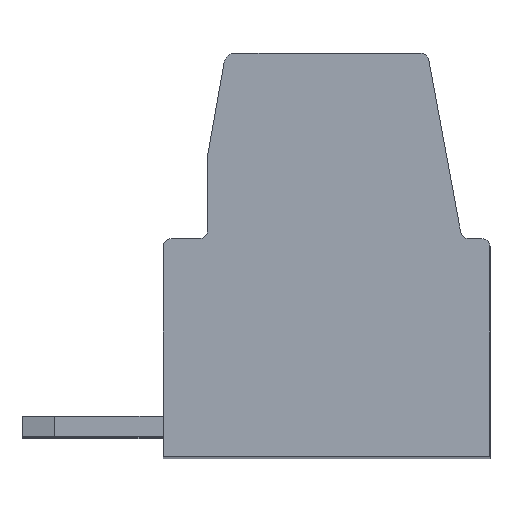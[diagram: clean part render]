
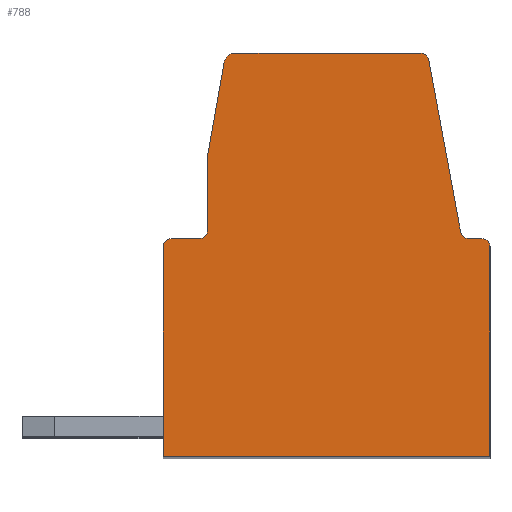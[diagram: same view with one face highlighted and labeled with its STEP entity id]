
A CAD part, top view. The second image highlights one B-rep face of the part: STEP entity #788.
In plain terms, the highlighted planar face has unit normal (0, 0, 1).
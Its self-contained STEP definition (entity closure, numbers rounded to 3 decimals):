
#788 = ADVANCED_FACE( '', ( #1672 ), #1673, .F. );
#1672 = FACE_OUTER_BOUND( '', #2668, .T. );
#1673 = PLANE( '', #2669 );
#2668 = EDGE_LOOP( '', ( #4870, #4871, #4872, #4873, #4874, #4875, #4876, #4877, #4878, #4879, #4880, #4881, #4882, #4883, #4884 ) );
#2669 = AXIS2_PLACEMENT_3D( '', #4885, #4886, #4887 );
#4870 = ORIENTED_EDGE( '', *, *, #6439, .T. );
#4871 = ORIENTED_EDGE( '', *, *, #6375, .T. );
#4872 = ORIENTED_EDGE( '', *, *, #6405, .F. );
#4873 = ORIENTED_EDGE( '', *, *, #6932, .T. );
#4874 = ORIENTED_EDGE( '', *, *, #6844, .T. );
#4875 = ORIENTED_EDGE( '', *, *, #6442, .T. );
#4876 = ORIENTED_EDGE( '', *, *, #6057, .T. );
#4877 = ORIENTED_EDGE( '', *, *, #6880, .T. );
#4878 = ORIENTED_EDGE( '', *, *, #6933, .F. );
#4879 = ORIENTED_EDGE( '', *, *, #6934, .T. );
#4880 = ORIENTED_EDGE( '', *, *, #6647, .F. );
#4881 = ORIENTED_EDGE( '', *, *, #6766, .T. );
#4882 = ORIENTED_EDGE( '', *, *, #6616, .T. );
#4883 = ORIENTED_EDGE( '', *, *, #6935, .T. );
#4884 = ORIENTED_EDGE( '', *, *, #6539, .F. );
#4885 = CARTESIAN_POINT( '', ( 0.81, -4.4, 0. ) );
#4886 = DIRECTION( '', ( 0., 0., -1. ) );
#4887 = DIRECTION( '', ( 0., 1., 0. ) );
#6057 = EDGE_CURVE( '', #7246, #7244, #7247, .T. );
#6375 = EDGE_CURVE( '', #7808, #7806, #7809, .T. );
#6405 = EDGE_CURVE( '', #7854, #7806, #7856, .T. );
#6439 = EDGE_CURVE( '', #7911, #7808, #7912, .T. );
#6442 = EDGE_CURVE( '', #7915, #7246, #7916, .T. );
#6539 = EDGE_CURVE( '', #7911, #8059, #8060, .T. );
#6616 = EDGE_CURVE( '', #8173, #8177, #8179, .T. );
#6647 = EDGE_CURVE( '', #8223, #8225, #8226, .T. );
#6766 = EDGE_CURVE( '', #8223, #8173, #8394, .T. );
#6844 = EDGE_CURVE( '', #8506, #7915, #8508, .T. );
#6880 = EDGE_CURVE( '', #7244, #8552, #8554, .T. );
#6932 = EDGE_CURVE( '', #7854, #8506, #8616, .T. );
#6933 = EDGE_CURVE( '', #8617, #8552, #8618, .T. );
#6934 = EDGE_CURVE( '', #8617, #8225, #8619, .T. );
#6935 = EDGE_CURVE( '', #8177, #8059, #8620, .T. );
#7244 = VERTEX_POINT( '', #8985 );
#7246 = VERTEX_POINT( '', #8988 );
#7247 = LINE( '', #8989, #8990 );
#7806 = VERTEX_POINT( '', #9787 );
#7808 = VERTEX_POINT( '', #9790 );
#7809 = LINE( '', #9791, #9792 );
#7854 = VERTEX_POINT( '', #9854 );
#7856 = CIRCLE( '', #9857, 0.2 );
#7911 = VERTEX_POINT( '', #9933 );
#7912 = LINE( '', #9934, #9935 );
#7915 = VERTEX_POINT( '', #9939 );
#7916 = LINE( '', #9940, #9941 );
#8059 = VERTEX_POINT( '', #10156 );
#8060 = CIRCLE( '', #10157, 0.3 );
#8173 = VERTEX_POINT( '', #10321 );
#8177 = VERTEX_POINT( '', #10326 );
#8179 = CIRCLE( '', #10329, 0.2 );
#8223 = VERTEX_POINT( '', #10392 );
#8225 = VERTEX_POINT( '', #10395 );
#8226 = CIRCLE( '', #10396, 0.2 );
#8394 = LINE( '', #10644, #10645 );
#8506 = VERTEX_POINT( '', #10815 );
#8508 = CIRCLE( '', #10818, 0.2 );
#8552 = VERTEX_POINT( '', #10882 );
#8554 = LINE( '', #10885, #10886 );
#8616 = LINE( '', #10981, #10982 );
#8617 = VERTEX_POINT( '', #10983 );
#8618 = CIRCLE( '', #10984, 0.2 );
#8619 = LINE( '', #10985, #10986 );
#8620 = LINE( '', #10987, #10988 );
#8985 = CARTESIAN_POINT( '', ( 0., 0., 0. ) );
#8988 = CARTESIAN_POINT( '', ( -8.1, 0., 0. ) );
#8989 = CARTESIAN_POINT( '', ( -16.414, 0., 0. ) );
#8990 = VECTOR( '', #11400, 1000. );
#9787 = CARTESIAN_POINT( '', ( -7., 5.6, 0. ) );
#9790 = CARTESIAN_POINT( '', ( -7., 7.448, 0. ) );
#9791 = CARTESIAN_POINT( '', ( -7., -18.438, 0. ) );
#9792 = VECTOR( '', #11724, 1000. );
#9854 = CARTESIAN_POINT( '', ( -7.2, 5.4, 0. ) );
#9857 = AXIS2_PLACEMENT_3D( '', #11755, #11756, #11757 );
#9933 = CARTESIAN_POINT( '', ( -6.594, 9.752, 0. ) );
#9934 = CARTESIAN_POINT( '', ( -11.564, -18.438, 0. ) );
#9935 = VECTOR( '', #11791, 1000. );
#9939 = CARTESIAN_POINT( '', ( -8.1, 5.2, 0. ) );
#9940 = CARTESIAN_POINT( '', ( -8.1, -18.438, 0. ) );
#9941 = VECTOR( '', #11793, 1000. );
#10156 = CARTESIAN_POINT( '', ( -6.298, 10., 0. ) );
#10157 = AXIS2_PLACEMENT_3D( '', #11869, #11870, #11871 );
#10321 = CARTESIAN_POINT( '', ( -1.52, 9.836, 0. ) );
#10326 = CARTESIAN_POINT( '', ( -1.716, 10., 0. ) );
#10329 = AXIS2_PLACEMENT_3D( '', #11940, #11941, #11942 );
#10392 = CARTESIAN_POINT( '', ( -0.728, 5.564, 0. ) );
#10395 = CARTESIAN_POINT( '', ( -0.531, 5.4, 0. ) );
#10396 = AXIS2_PLACEMENT_3D( '', #11972, #11973, #11974 );
#10644 = CARTESIAN_POINT( '', ( 3.721, -18.438, 0. ) );
#10645 = VECTOR( '', #12076, 1000. );
#10815 = CARTESIAN_POINT( '', ( -7.9, 5.4, 0. ) );
#10818 = AXIS2_PLACEMENT_3D( '', #12154, #12155, #12156 );
#10882 = CARTESIAN_POINT( '', ( 0., 5.2, 0. ) );
#10885 = CARTESIAN_POINT( '', ( 0., -18.438, 0. ) );
#10886 = VECTOR( '', #12187, 1000. );
#10981 = CARTESIAN_POINT( '', ( -16.414, 5.4, 0. ) );
#10982 = VECTOR( '', #12221, 1000. );
#10983 = CARTESIAN_POINT( '', ( -0.2, 5.4, 0. ) );
#10984 = AXIS2_PLACEMENT_3D( '', #12222, #12223, #12224 );
#10985 = CARTESIAN_POINT( '', ( -16.414, 5.4, 0. ) );
#10986 = VECTOR( '', #12225, 1000. );
#10987 = CARTESIAN_POINT( '', ( -16.414, 10., 0. ) );
#10988 = VECTOR( '', #12226, 1000. );
#11400 = DIRECTION( '', ( 1., 0., 0. ) );
#11724 = DIRECTION( '', ( 0., -1., 0. ) );
#11755 = CARTESIAN_POINT( '', ( -7.2, 5.6, 0. ) );
#11756 = DIRECTION( '', ( 0., 0., 1. ) );
#11757 = DIRECTION( '', ( 1., 0., 0. ) );
#11791 = DIRECTION( '', ( -0.174, -0.985, 0. ) );
#11793 = DIRECTION( '', ( 0., -1., 0. ) );
#11869 = CARTESIAN_POINT( '', ( -6.298, 9.7, 0. ) );
#11870 = DIRECTION( '', ( 0., 0., -1. ) );
#11871 = DIRECTION( '', ( -1., 0., 0. ) );
#11940 = CARTESIAN_POINT( '', ( -1.716, 9.8, 0. ) );
#11941 = DIRECTION( '', ( 0., 0., 1. ) );
#11942 = DIRECTION( '', ( 1., 0., 0. ) );
#11972 = CARTESIAN_POINT( '', ( -0.531, 5.6, 0. ) );
#11973 = DIRECTION( '', ( 0., 0., 1. ) );
#11974 = DIRECTION( '', ( 1., 0., 0. ) );
#12076 = DIRECTION( '', ( -0.182, 0.983, 0. ) );
#12154 = CARTESIAN_POINT( '', ( -7.9, 5.2, 0. ) );
#12155 = DIRECTION( '', ( 0., 0., 1. ) );
#12156 = DIRECTION( '', ( 1., 0., 0. ) );
#12187 = DIRECTION( '', ( 0., 1., 0. ) );
#12221 = DIRECTION( '', ( -1., 0., 0. ) );
#12222 = CARTESIAN_POINT( '', ( -0.2, 5.2, 0. ) );
#12223 = DIRECTION( '', ( 0., 0., -1. ) );
#12224 = DIRECTION( '', ( -1., 0., 0. ) );
#12225 = DIRECTION( '', ( -1., 0., 0. ) );
#12226 = DIRECTION( '', ( -1., 0., 0. ) );
